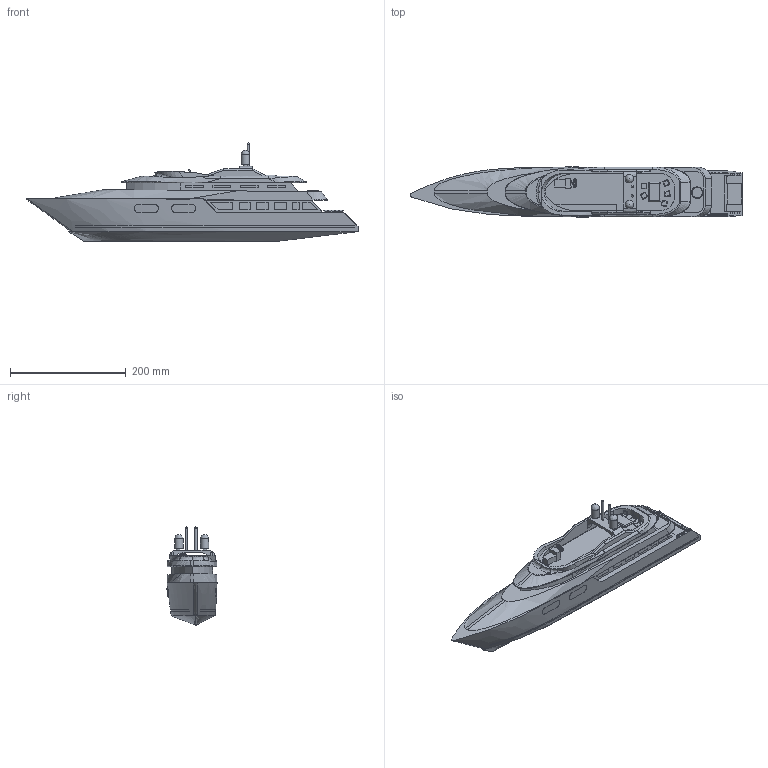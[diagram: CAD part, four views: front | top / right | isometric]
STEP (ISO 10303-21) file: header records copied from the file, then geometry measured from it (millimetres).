
FILE_DESCRIPTION(('FreeCAD Model'),'2;1');
FILE_NAME('Open CASCADE Shape Model','2025-05-03T22:39:24',('FreeCAD'),( 'FreeCAD'),'Open CASCADE STEP processor 7.6','FreeCAD','Unknown');
FILE_SCHEMA(('AUTOMOTIVE_DESIGN { 1 0 10303 214 1 1 1 1 }'));
Length unit declared in the file: millimetre
Products named in the file (1): Open CASCADE STEP translator 7.6 1
Bounding box: 574.32 x 86.85 x 169.78 mm (x, y, z)
Volume: 2997948.9 mm3; surface area: 253137.2 mm2
Topology: 4 solids, 4 shells, 650 faces, 1623 edges, 1022 vertices
Faces by surface type: bspline 650
Entity records: 23904 total; most frequent: CARTESIAN_POINT 14185, ORIENTED_EDGE 3230, EDGE_CURVE 1615, B_SPLINE_CURVE_WITH_KNOTS 1203, VERTEX_POINT 1022, FACE_BOUND 761, EDGE_LOOP 761, ADVANCED_FACE 650
